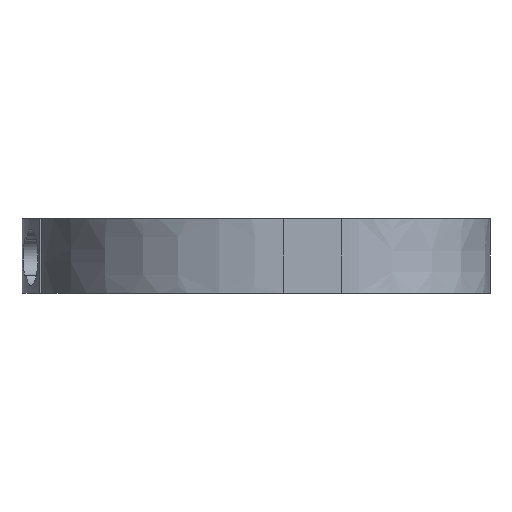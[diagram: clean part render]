
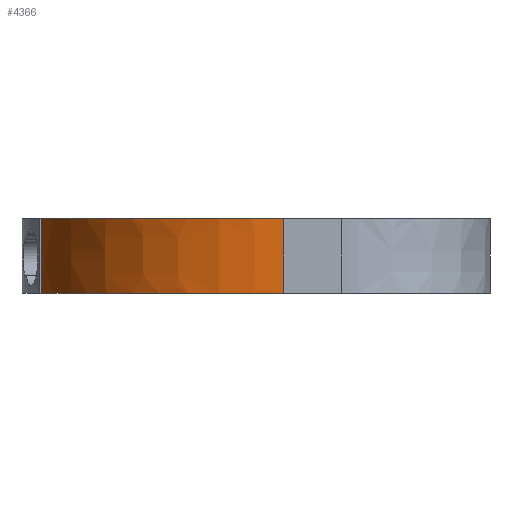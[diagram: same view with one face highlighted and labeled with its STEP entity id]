
A CAD part, left-side view. The second image highlights one B-rep face of the part: STEP entity #4366.
In plain terms, the highlighted face is a extrusion surface.
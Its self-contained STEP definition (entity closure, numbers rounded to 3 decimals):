
#208=CARTESIAN_POINT('',(-30.38,-1.,-6.45));
#209=CARTESIAN_POINT('',(-30.38,-0.174,-6.45));
#210=CARTESIAN_POINT('',(-30.294,1.733,-6.45));
#211=CARTESIAN_POINT('',(-29.635,4.797,-6.45));
#212=CARTESIAN_POINT('',(-28.438,8.075,-6.45));
#213=CARTESIAN_POINT('',(-26.421,11.413,-6.45));
#214=CARTESIAN_POINT('',(-23.513,14.686,-6.45));
#215=CARTESIAN_POINT('',(-19.186,17.682,-6.45));
#216=CARTESIAN_POINT('',(-15.442,19.098,-6.45));
#217=CARTESIAN_POINT('',(-13.248,19.795,-6.45));
#218=CARTESIAN_POINT('',(-13.,19.872,-6.45));
#1298=CARTESIAN_POINT('',(-30.38,-1.,0.));
#1299=CARTESIAN_POINT('',(-30.38,-0.174,0.));
#1300=CARTESIAN_POINT('',(-30.294,1.733,0.));
#1301=CARTESIAN_POINT('',(-29.635,4.797,0.));
#1302=CARTESIAN_POINT('',(-28.438,8.075,0.));
#1303=CARTESIAN_POINT('',(-26.421,11.413,0.));
#1304=CARTESIAN_POINT('',(-23.513,14.686,0.));
#1305=CARTESIAN_POINT('',(-19.186,17.682,0.));
#1306=CARTESIAN_POINT('',(-15.442,19.098,0.));
#1307=CARTESIAN_POINT('',(-13.248,19.795,0.));
#1308=CARTESIAN_POINT('',(-13.,19.872,0.));
#1443=DIRECTION('',(0.,0.,-1.));
#1444=VECTOR('',#1443,6.45);
#1445=CARTESIAN_POINT('',(-30.38,-1.,0.));
#1446=LINE('',#1445,#1444);
#1492=DIRECTION('',(0.,0.,1.));
#1493=VECTOR('',#1492,6.45);
#1494=CARTESIAN_POINT('',(-13.,19.872,-6.45));
#1495=LINE('',#1494,#1493);
#2422=CARTESIAN_POINT('',(-30.38,-1.,0.));
#2423=VERTEX_POINT('',#2422);
#2429=CARTESIAN_POINT('',(-30.38,-1.,-6.45));
#2430=VERTEX_POINT('',#2429);
#2575=CARTESIAN_POINT('',(-13.,19.872,0.));
#2577=VERTEX_POINT('',#2575);
#2583=CARTESIAN_POINT('',(-13.,19.872,-6.45));
#2585=VERTEX_POINT('',#2583);
#4339=CARTESIAN_POINT('',(-30.377,-1.39,0.));
#4340=CARTESIAN_POINT('',(-30.379,-1.26,0.));
#4341=CARTESIAN_POINT('',(-30.386,-0.305,0.));
#4342=CARTESIAN_POINT('',(-30.294,1.733,0.));
#4343=CARTESIAN_POINT('',(-29.635,4.797,0.));
#4344=CARTESIAN_POINT('',(-28.438,8.075,0.));
#4345=CARTESIAN_POINT('',(-26.421,11.413,0.));
#4346=CARTESIAN_POINT('',(-23.513,14.686,0.));
#4347=CARTESIAN_POINT('',(-19.186,17.682,0.));
#4348=CARTESIAN_POINT('',(-14.307,19.527,0.));
#4349=CARTESIAN_POINT('',(-10.116,20.729,0.));
#4350=CARTESIAN_POINT('',(-6.689,21.36,0.));
#4351=CARTESIAN_POINT('',(-4.537,21.552,0.));
#4352=CARTESIAN_POINT('',(-3.24,21.539,0.));
#4353=CARTESIAN_POINT('',(-3.11,21.536,0.));
#4355=DIRECTION('',(0.,0.,-1.));
#4356=VECTOR('',#4355,1.);
#4357=SURFACE_OF_LINEAR_EXTRUSION('',#4354,#4356);
#4359=ORIENTED_EDGE('',*,*,#4358,.T.);
#4360=ORIENTED_EDGE('',*,*,#4129,.F.);
#4362=ORIENTED_EDGE('',*,*,#4361,.T.);
#4363=ORIENTED_EDGE('',*,*,#2832,.T.);
#4364=EDGE_LOOP('',(#4359,#4360,#4362,#4363));
#4365=FACE_OUTER_BOUND('',#4364,.F.);
#4366=ADVANCED_FACE('',(#4365),#4357,.T.);
#219=B_SPLINE_CURVE_WITH_KNOTS('',3,(#208,#209,#210,#211,#212,#213,#214,#215,
#216,#217,#218),.UNSPECIFIED.,.F.,.F.,(4,1,1,1,1,1,1,1,4),(0.,
0.085,0.195,0.32,0.44,
0.592,0.765,0.973,1.),.UNSPECIFIED.);
#1309=B_SPLINE_CURVE_WITH_KNOTS('',3,(#1298,#1299,#1300,#1301,#1302,#1303,#1304,
#1305,#1306,#1307,#1308),.UNSPECIFIED.,.F.,.F.,(4,1,1,1,1,1,1,1,4),(0.,
0.085,0.195,0.32,0.44,
0.592,0.765,0.973,1.),.UNSPECIFIED.);
#2832=EDGE_CURVE('',#2430,#2585,#219,.T.);
#4129=EDGE_CURVE('',#2423,#2577,#1309,.T.);
#4354=B_SPLINE_CURVE_WITH_KNOTS('',3,(#4339,#4340,#4341,#4342,#4343,#4344,#4345,
#4346,#4347,#4348,#4349,#4350,#4351,#4352,#4353),.UNSPECIFIED.,.F.,.F.,(4,1,1,1,
1,1,1,1,1,1,1,1,4),(0.,0.01,0.072,0.153,
0.245,0.334,0.446,0.573,
0.727,0.838,0.902,0.99,1.),
.UNSPECIFIED.);
#4358=EDGE_CURVE('',#2585,#2577,#1495,.T.);
#4361=EDGE_CURVE('',#2423,#2430,#1446,.T.);
